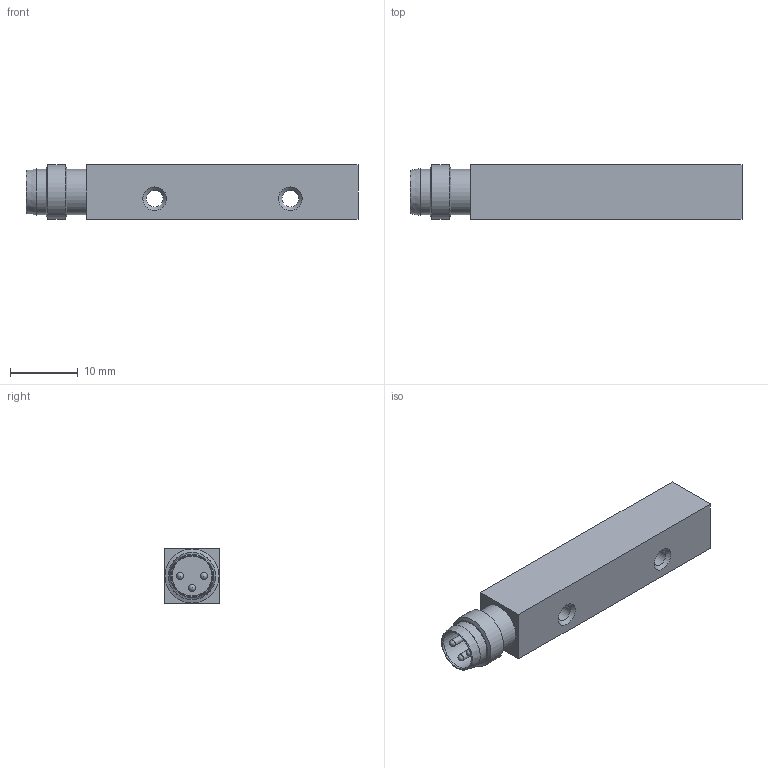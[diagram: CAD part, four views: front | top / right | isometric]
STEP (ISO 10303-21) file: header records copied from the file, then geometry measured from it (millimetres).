
FILE_DESCRIPTION(/* description */ (''),/* implementation_level */ '2;1');
FILE_NAME(/* name */ 'KJ_Q8MB50_V1_mitte.stp',/* time_stamp */ '2022-01-28T09:28:29+01:00',/* author */ ('L43FV9'),/* organization */ (''),/* preprocessor_version */ 'ST-DEVELOPER v18.1',/* originating_system */ 'Autodesk Inventor 2021',/* authorisation */ '');
FILE_SCHEMA (('AUTOMOTIVE_DESIGN { 1 0 10303 214 3 1 1 }'));
Length unit declared in the file: millimetre
Products named in the file (1): KJ_Q8MB50_V1_mitte_Shrinkwrap_2
Bounding box: 49 x 8 x 8 mm (x, y, z)
Volume: 2710.2 mm3; surface area: 1859.1 mm2
Topology: 1 solids, 1 shells, 34 faces, 69 edges, 42 vertices
Faces by surface type: plane 11, cylinder 10, cone 9, sphere 3, torus 1
Full cylindrical faces by diameter (mm): 1 x3, 2.459 x2, 5.9 x1, 6.2 x1, 6.7 x2, 8 x1
Entity records: 992 total; most frequent: DIRECTION 171, CARTESIAN_POINT 143, ORIENTED_EDGE 132, AXIS2_PLACEMENT_3D 70, EDGE_CURVE 66, EDGE_LOOP 46, VERTEX_POINT 42, CIRCLE 35
